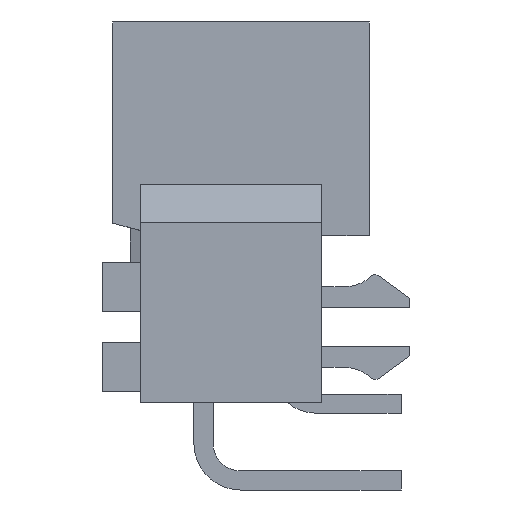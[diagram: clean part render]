
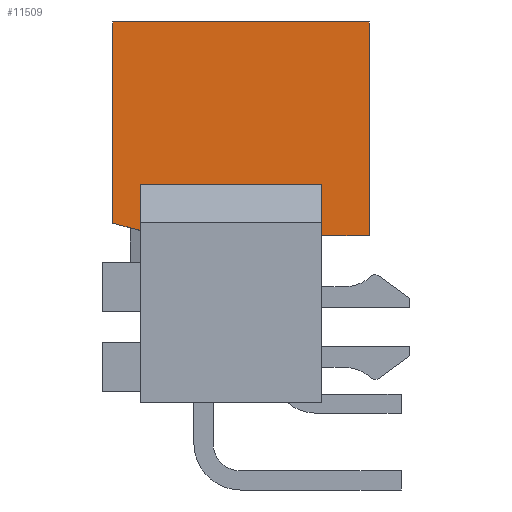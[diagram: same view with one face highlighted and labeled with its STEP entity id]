
A CAD part, left-side view. The second image highlights one B-rep face of the part: STEP entity #11509.
In plain terms, the highlighted planar face has unit normal (-1, 0, 0).
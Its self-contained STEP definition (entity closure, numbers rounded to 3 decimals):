
#72=DIRECTION('',(0.,-1.,0.));
#73=VECTOR('',#72,6.);
#74=CARTESIAN_POINT('',(-23.59,3.335,-5.38));
#75=LINE('',#74,#73);
#76=DIRECTION('',(0.,0.,-1.));
#77=VECTOR('',#76,1.53);
#78=CARTESIAN_POINT('',(-23.59,3.335,-5.38));
#79=LINE('',#78,#77);
#80=DIRECTION('',(0.,0.966,0.259));
#81=VECTOR('',#80,0.952);
#82=CARTESIAN_POINT('',(-23.59,3.335,-6.91));
#83=LINE('',#82,#81);
#84=DIRECTION('',(0.,0.,1.));
#85=VECTOR('',#84,6.664);
#86=CARTESIAN_POINT('',(-23.59,4.255,-6.664));
#87=LINE('',#86,#85);
#88=DIRECTION('',(0.,-1.,0.));
#89=VECTOR('',#88,8.51);
#90=CARTESIAN_POINT('',(-23.59,4.255,0.));
#91=LINE('',#90,#89);
#92=DIRECTION('',(0.,0.,-1.));
#93=VECTOR('',#92,7.09);
#94=CARTESIAN_POINT('',(-23.59,-4.255,0.));
#95=LINE('',#94,#93);
#96=DIRECTION('',(0.,1.,0.));
#97=VECTOR('',#96,1.59);
#98=CARTESIAN_POINT('',(-23.59,-4.255,-7.09));
#99=LINE('',#98,#97);
#100=DIRECTION('',(0.,0.,1.));
#101=VECTOR('',#100,1.71);
#102=CARTESIAN_POINT('',(-23.59,-2.665,-7.09));
#103=LINE('',#102,#101);
#8682=CARTESIAN_POINT('',(-23.59,4.255,0.));
#8683=CARTESIAN_POINT('',(-23.59,-4.255,0.));
#8684=VERTEX_POINT('',#8682);
#8685=VERTEX_POINT('',#8683);
#8686=CARTESIAN_POINT('',(-23.59,-4.255,-7.09));
#8687=VERTEX_POINT('',#8686);
#8688=CARTESIAN_POINT('',(-23.59,4.255,-6.664));
#8689=VERTEX_POINT('',#8688);
#8716=CARTESIAN_POINT('',(-23.59,3.335,-5.38));
#8717=CARTESIAN_POINT('',(-23.59,-2.665,-5.38));
#8718=VERTEX_POINT('',#8716);
#8719=VERTEX_POINT('',#8717);
#8720=CARTESIAN_POINT('',(-23.59,3.335,-6.91));
#8721=VERTEX_POINT('',#8720);
#8736=CARTESIAN_POINT('',(-23.59,-2.665,-7.09));
#8737=VERTEX_POINT('',#8736);
#11486=CARTESIAN_POINT('',(-23.59,0.,0.));
#11487=DIRECTION('',(1.,0.,0.));
#11488=DIRECTION('',(0.,0.,-1.));
#11489=AXIS2_PLACEMENT_3D('',#11486,#11487,#11488);
#11490=PLANE('',#11489);
#11492=ORIENTED_EDGE('',*,*,#11491,.F.);
#11494=ORIENTED_EDGE('',*,*,#11493,.T.);
#11496=ORIENTED_EDGE('',*,*,#11495,.T.);
#11498=ORIENTED_EDGE('',*,*,#11497,.T.);
#11500=ORIENTED_EDGE('',*,*,#11499,.T.);
#11502=ORIENTED_EDGE('',*,*,#11501,.T.);
#11504=ORIENTED_EDGE('',*,*,#11503,.T.);
#11506=ORIENTED_EDGE('',*,*,#11505,.T.);
#11507=EDGE_LOOP('',(#11492,#11494,#11496,#11498,#11500,#11502,#11504,#11506));
#11508=FACE_OUTER_BOUND('',#11507,.F.);
#11509=ADVANCED_FACE('',(#11508),#11490,.F.);
#11491=EDGE_CURVE('',#8718,#8719,#75,.T.);
#11493=EDGE_CURVE('',#8718,#8721,#79,.T.);
#11495=EDGE_CURVE('',#8721,#8689,#83,.T.);
#11497=EDGE_CURVE('',#8689,#8684,#87,.T.);
#11499=EDGE_CURVE('',#8684,#8685,#91,.T.);
#11501=EDGE_CURVE('',#8685,#8687,#95,.T.);
#11503=EDGE_CURVE('',#8687,#8737,#99,.T.);
#11505=EDGE_CURVE('',#8737,#8719,#103,.T.);
